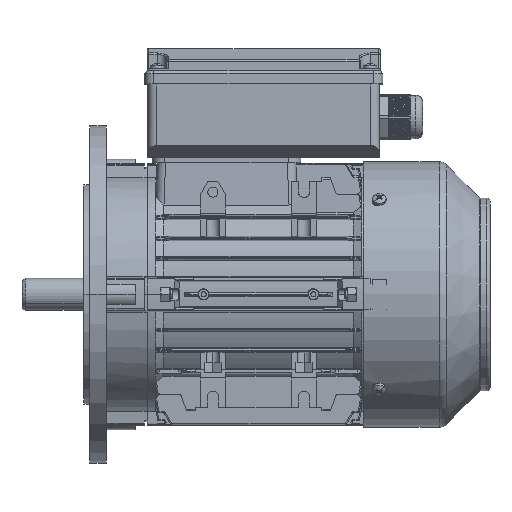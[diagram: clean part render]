
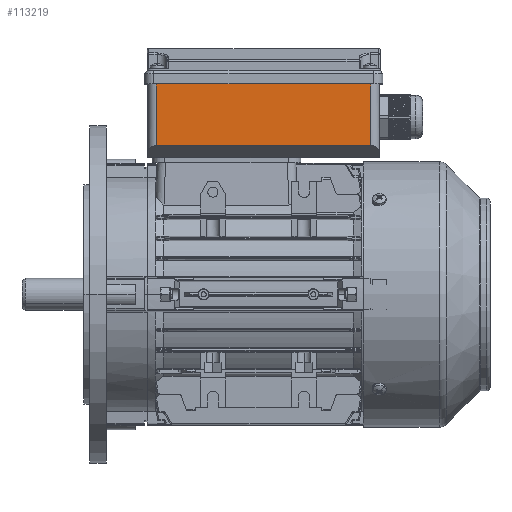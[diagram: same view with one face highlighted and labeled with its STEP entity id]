
A CAD part, top view. The second image highlights one B-rep face of the part: STEP entity #113219.
In plain terms, the highlighted face is planar.
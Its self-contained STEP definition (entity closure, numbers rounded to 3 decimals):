
#5658 = ORIENTED_EDGE ( 'NONE', *, *, #70760, .T. ) ;
#8660 = ORIENTED_EDGE ( 'NONE', *, *, #11624, .F. ) ;
#9223 = EDGE_LOOP ( 'NONE', ( #89663, #5658, #8660, #59705 ) ) ;
#11184 = CARTESIAN_POINT ( 'NONE',  ( -68.5, 53.5, 47. ) ) ;
#11573 = VECTOR ( 'NONE', #68197, 1000. ) ;
#11624 = EDGE_CURVE ( 'NONE', #33516, #101261, #57678, .T. ) ;
#13421 = EDGE_CURVE ( 'NONE', #34225, #92135, #50955, .T. ) ;
#22883 = LINE ( 'NONE', #113993, #83671 ) ;
#23486 = DIRECTION ( 'NONE',  ( 0., 0., 1. ) ) ;
#23813 = CARTESIAN_POINT ( 'NONE',  ( 63.5, 53.5, 40. ) ) ;
#29650 = VECTOR ( 'NONE', #69634, 1000. ) ;
#33516 = VERTEX_POINT ( 'NONE', #23813 ) ;
#34225 = VERTEX_POINT ( 'NONE', #108709 ) ;
#36906 = DIRECTION ( 'NONE',  ( 0., 0., -1. ) ) ;
#38645 = PLANE ( 'NONE',  #106516 ) ;
#50955 = LINE ( 'NONE', #61996, #29650 ) ;
#57678 = LINE ( 'NONE', #93355, #11573 ) ;
#59144 = CARTESIAN_POINT ( 'NONE',  ( 63.5, 53.5, 3.5 ) ) ;
#59705 = ORIENTED_EDGE ( 'NONE', *, *, #73711, .T. ) ;
#61996 = CARTESIAN_POINT ( 'NONE',  ( -63.5, 53.5, 3.5 ) ) ;
#63710 = DIRECTION ( 'NONE',  ( 0., -1., 0. ) ) ;
#68197 = DIRECTION ( 'NONE',  ( -1., 0., 0. ) ) ;
#69634 = DIRECTION ( 'NONE',  ( 1., 0., 0. ) ) ;
#70760 = EDGE_CURVE ( 'NONE', #34225, #101261, #22883, .T. ) ;
#71898 = FACE_OUTER_BOUND ( 'NONE', #9223, .T. ) ;
#73711 = EDGE_CURVE ( 'NONE', #33516, #92135, #94912, .T. ) ;
#76184 = CARTESIAN_POINT ( 'NONE',  ( 63.5, 53.5, 47. ) ) ;
#83127 = CARTESIAN_POINT ( 'NONE',  ( -63.5, 53.5, 40. ) ) ;
#83671 = VECTOR ( 'NONE', #23486, 1000. ) ;
#89663 = ORIENTED_EDGE ( 'NONE', *, *, #13421, .F. ) ;
#92135 = VERTEX_POINT ( 'NONE', #59144 ) ;
#93171 = DIRECTION ( 'NONE',  ( 0., 0., -1. ) ) ;
#93355 = CARTESIAN_POINT ( 'NONE',  ( 68.5, 53.5, 40. ) ) ;
#94912 = LINE ( 'NONE', #76184, #108117 ) ;
#101261 = VERTEX_POINT ( 'NONE', #83127 ) ;
#106516 = AXIS2_PLACEMENT_3D ( 'NONE', #11184, #63710, #36906 ) ;
#108117 = VECTOR ( 'NONE', #93171, 1000. ) ;
#108709 = CARTESIAN_POINT ( 'NONE',  ( -63.5, 53.5, 3.5 ) ) ;
#113219 = ADVANCED_FACE ( 'NONE', ( #71898 ), #38645, .F. ) ;
#113993 = CARTESIAN_POINT ( 'NONE',  ( -63.5, 53.5, 47. ) ) ;
